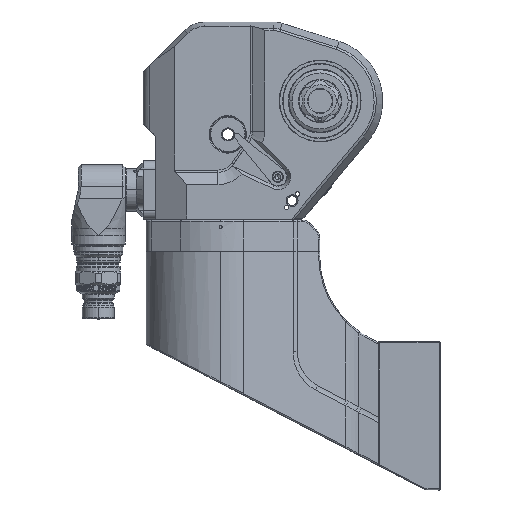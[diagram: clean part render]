
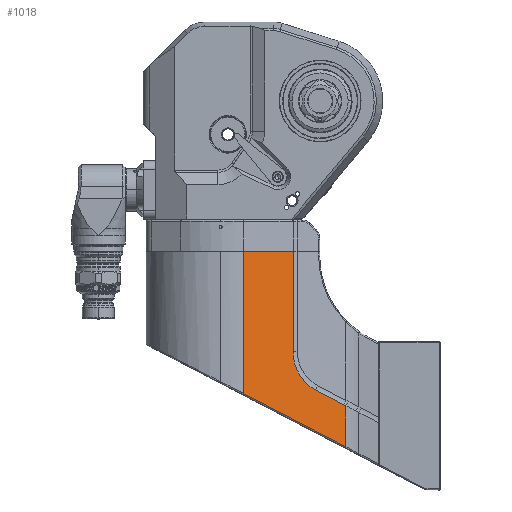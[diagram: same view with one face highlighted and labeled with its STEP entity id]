
A CAD part, left-side view. The second image highlights one B-rep face of the part: STEP entity #1018.
In plain terms, the highlighted face is planar.
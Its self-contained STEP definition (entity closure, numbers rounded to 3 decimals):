
#82 = CARTESIAN_POINT ( 'NONE',  ( 21.451, -105.816, 236.336 ) ) ;
#157 = CARTESIAN_POINT ( 'NONE',  ( 33.899, -67.506, 187.241 ) ) ;
#172 = LINE ( 'NONE', #8199, #22190 ) ;
#668 = VERTEX_POINT ( 'NONE', #34292 ) ;
#1018 = ADVANCED_FACE ( 'NONE', ( #23410 ), #39130, .F. ) ;
#1022 = EDGE_CURVE ( 'NONE', #37959, #31811, #45298, .T. ) ;
#2744 = CARTESIAN_POINT ( 'NONE',  ( 26.868, -89.143, 227.656 ) ) ;
#3769 = DIRECTION ( 'NONE',  ( -0.951, 0.309, 0. ) ) ;
#4492 = VERTEX_POINT ( 'NONE', #24603 ) ;
#4551 = DIRECTION ( 'NONE',  ( -0.309, -0.951, 0. ) ) ;
#4673 = DIRECTION ( 'NONE',  ( -0.309, -0.951, 0. ) ) ;
#5051 = LINE ( 'NONE', #20785, #16710 ) ;
#5470 = ORIENTED_EDGE ( 'NONE', *, *, #14007, .F. ) ;
#6167 = VERTEX_POINT ( 'NONE', #34743 ) ;
#6368 = VECTOR ( 'NONE', #4673, 1000. ) ;
#8199 = CARTESIAN_POINT ( 'NONE',  ( 50.501, -16.409, 271.745 ) ) ;
#8599 = CARTESIAN_POINT ( 'NONE',  ( 39.098, -51.504, 271.745 ) ) ;
#10689 = EDGE_CURVE ( 'NONE', #668, #48252, #32294, .T. ) ;
#11142 = ORIENTED_EDGE ( 'NONE', *, *, #1022, .T. ) ;
#13030 = AXIS2_PLACEMENT_3D ( 'NONE', #43285, #3769, #4551 ) ;
#14007 = EDGE_CURVE ( 'NONE', #42488, #6167, #5051, .T. ) ;
#15230 = CARTESIAN_POINT ( 'NONE',  ( 17.869, -116.84, 212.923 ) ) ;
#16710 = VECTOR ( 'NONE', #50998, 1000. ) ;
#17043 = VECTOR ( 'NONE', #18865, 1000. ) ;
#17293 = ORIENTED_EDGE ( 'NONE', *, *, #10689, .F. ) ;
#18865 = DIRECTION ( 'NONE',  ( -0.277, -0.852, 0.444 ) ) ;
#19728 = DIRECTION ( 'NONE',  ( -0.277, -0.852, 0.444 ) ) ;
#20051 = CARTESIAN_POINT ( 'NONE',  ( 37.17, -57.438, 182. ) ) ;
#20268 = EDGE_CURVE ( 'NONE', #4492, #668, #172, .T. ) ;
#20785 = CARTESIAN_POINT ( 'NONE',  ( 17.869, -116.84, 212.923 ) ) ;
#20966 = ORIENTED_EDGE ( 'NONE', *, *, #28427, .T. ) ;
#21940 = CARTESIAN_POINT ( 'NONE',  ( 27.338, -87.697, 197.752 ) ) ;
#22190 = VECTOR ( 'NONE', #34759, 1000. ) ;
#22191 = CARTESIAN_POINT ( 'NONE',  ( 39.098, -51.504, 159.942 ) ) ;
#22224 = LINE ( 'NONE', #15230, #17043 ) ;
#23198 = LINE ( 'NONE', #27553, #23678 ) ;
#23410 = FACE_OUTER_BOUND ( 'NONE', #49369, .T. ) ;
#23678 = VECTOR ( 'NONE', #27811, 1000. ) ;
#24603 = CARTESIAN_POINT ( 'NONE',  ( 50.501, -16.409, 189.793 ) ) ;
#27553 = CARTESIAN_POINT ( 'NONE',  ( 26.868, -89.143, 271.745 ) ) ;
#27811 = DIRECTION ( 'NONE',  ( 0., 0., -1. ) ) ;
#28427 = EDGE_CURVE ( 'NONE', #36330, #6167, #23198, .T. ) ;
#29129 = CARTESIAN_POINT ( 'NONE',  ( 33.899, -67.506, 187.241 ) ) ;
#29762 = ORIENTED_EDGE ( 'NONE', *, *, #29952, .F. ) ;
#29952 = EDGE_CURVE ( 'NONE', #37959, #42488, #22224, .T. ) ;
#31124 = ORIENTED_EDGE ( 'NONE', *, *, #20268, .F. ) ;
#31805 = DIRECTION ( 'NONE',  ( 0., 0., -1. ) ) ;
#31811 = VERTEX_POINT ( 'NONE', #22191 ) ;
#32294 = LINE ( 'NONE', #33285, #6368 ) ;
#33285 = CARTESIAN_POINT ( 'NONE',  ( 26.868, -89.143, 88.614 ) ) ;
#34292 = CARTESIAN_POINT ( 'NONE',  ( 50.501, -16.409, 88.614 ) ) ;
#34743 = CARTESIAN_POINT ( 'NONE',  ( 26.868, -89.143, 198.505 ) ) ;
#34759 = DIRECTION ( 'NONE',  ( 0., 0., -1. ) ) ;
#35168 = LINE ( 'NONE', #8599, #50118 ) ;
#35257 = CARTESIAN_POINT ( 'NONE',  ( 39.098, -51.504, 171.877 ) ) ;
#36189 = ORIENTED_EDGE ( 'NONE', *, *, #43824, .T. ) ;
#36330 = VERTEX_POINT ( 'NONE', #2744 ) ;
#37376 = CARTESIAN_POINT ( 'NONE',  ( 39.098, -51.504, 88.614 ) ) ;
#37652 = EDGE_CURVE ( 'NONE', #31811, #48252, #35168, .T. ) ;
#37940 = ORIENTED_EDGE ( 'NONE', *, *, #37652, .T. ) ;
#37959 = VERTEX_POINT ( 'NONE', #29129 ) ;
#39130 = PLANE ( 'NONE',  #13030 ) ;
#39827 = LINE ( 'NONE', #82, #46851 ) ;
#42488 = VERTEX_POINT ( 'NONE', #21940 ) ;
#43285 = CARTESIAN_POINT ( 'NONE',  ( 26.868, -89.143, 271.745 ) ) ;
#43824 = EDGE_CURVE ( 'NONE', #4492, #36330, #39827, .T. ) ;
#45298 =( BOUNDED_CURVE ( )  B_SPLINE_CURVE ( 3, ( #157, #20051, #35257, #51041 ),
 .UNSPECIFIED., .F., .T. ) 
 B_SPLINE_CURVE_WITH_KNOTS ( ( 4, 4 ),
 ( 3.596, 4.712 ),
 .UNSPECIFIED. ) 
 CURVE ( )  GEOMETRIC_REPRESENTATION_ITEM ( )  RATIONAL_B_SPLINE_CURVE ( ( 1., 0.899, 0.899, 1. ) ) 
 REPRESENTATION_ITEM ( '' )  );
#46851 = VECTOR ( 'NONE', #19728, 1000. ) ;
#48252 = VERTEX_POINT ( 'NONE', #37376 ) ;
#49369 = EDGE_LOOP ( 'NONE', ( #17293, #31124, #36189, #20966, #5470, #29762, #11142, #37940 ) ) ;
#50118 = VECTOR ( 'NONE', #31805, 1000. ) ;
#50998 = DIRECTION ( 'NONE',  ( -0.277, -0.852, 0.444 ) ) ;
#51041 = CARTESIAN_POINT ( 'NONE',  ( 39.098, -51.504, 159.942 ) ) ;
